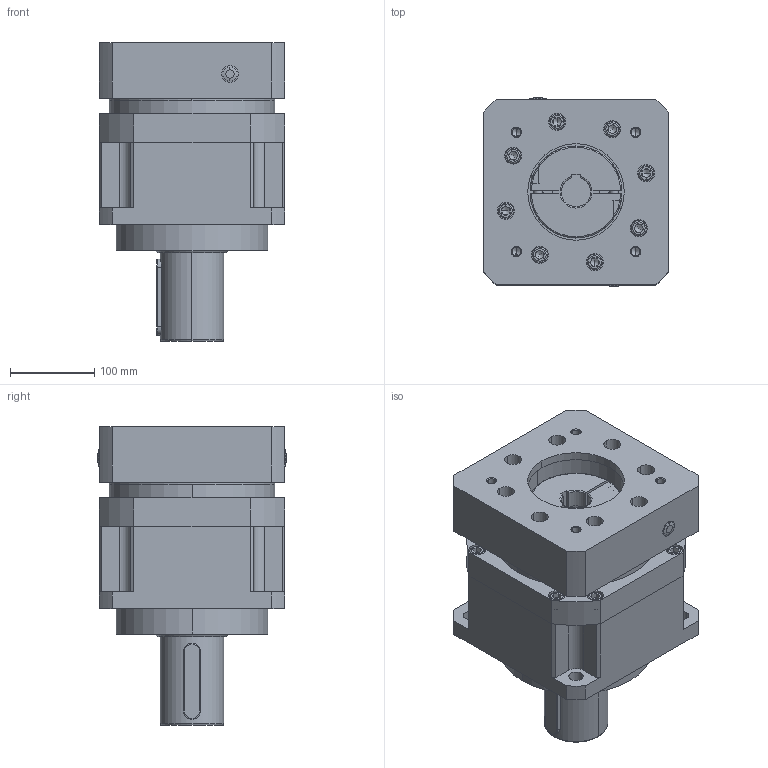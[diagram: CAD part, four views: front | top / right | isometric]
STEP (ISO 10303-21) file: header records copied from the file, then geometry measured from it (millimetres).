
FILE_DESCRIPTION (( 'STEP AP203' ), '1' );
FILE_NAME ('220-L1-35-114.3-200-M12(入力带键槽).STEP', '2020-05-21T05:33:46', ( 'ylmfeng' ), ( 'ylmfeng.com' ), 'SwSTEP 2.0', 'SolidWorks 2014', '' );
FILE_SCHEMA (( 'CONFIG_CONTROL_DESIGN' ));
Length unit declared in the file: millimetre
Products named in the file (1): 220-L1-35-114.3-200-M12(入力带键槽)
Bounding box: 220 x 223 x 353.5 mm (x, y, z)
Volume: 9813153.5 mm3; surface area: 682843.8 mm2
Topology: 27 solids, 27 shells, 706 faces, 1608 edges, 973 vertices
Faces by surface type: plane 358, cylinder 201, cone 78, torus 65, bspline 4
Entity records: 21024 total; most frequent: CARTESIAN_POINT 4847, DIRECTION 3589, ORIENTED_EDGE 3132, EDGE_CURVE 1566, AXIS2_PLACEMENT_3D 1365, VERTEX_POINT 973, LINE 859, VECTOR 859
